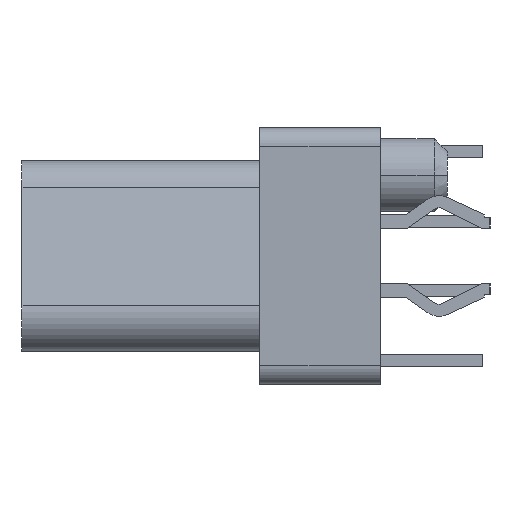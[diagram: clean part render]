
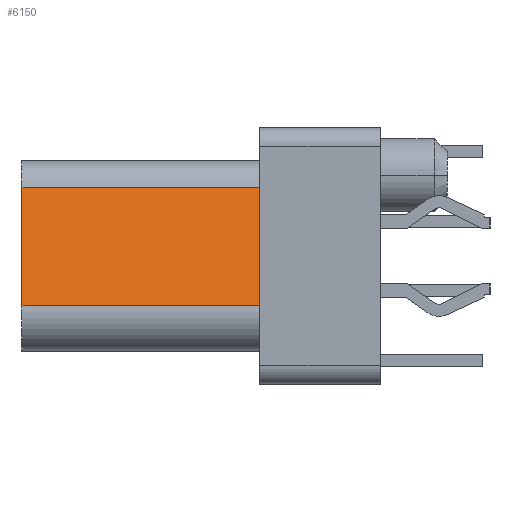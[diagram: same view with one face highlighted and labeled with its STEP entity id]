
A CAD part, left-side view. The second image highlights one B-rep face of the part: STEP entity #6150.
In plain terms, the highlighted planar face has unit normal (-0.966, 0, 0.259).
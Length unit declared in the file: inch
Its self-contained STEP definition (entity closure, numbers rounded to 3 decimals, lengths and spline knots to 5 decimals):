
#76=DIRECTION('',(0.259,0.,0.966));
#77=VECTOR('',#76,0.13148);
#78=CARTESIAN_POINT('',(-1.33267,0.065,-0.05341));
#79=LINE('',#78,#77);
#157=DIRECTION('',(0.,1.,0.));
#158=VECTOR('',#157,0.256);
#159=CARTESIAN_POINT('',(-1.29864,0.065,0.07359));
#160=LINE('',#159,#158);
#161=DIRECTION('',(0.,1.,0.));
#162=VECTOR('',#161,0.256);
#163=CARTESIAN_POINT('',(-1.33267,0.065,-0.05341));
#164=LINE('',#163,#162);
#194=DIRECTION('',(0.259,0.,0.966));
#195=VECTOR('',#194,0.13148);
#196=CARTESIAN_POINT('',(-1.33267,0.321,-0.05341));
#197=LINE('',#196,#195);
#4571=CARTESIAN_POINT('',(-1.33267,0.321,-0.05341));
#4572=CARTESIAN_POINT('',(-1.29864,0.321,0.07359));
#4573=VERTEX_POINT('',#4571);
#4574=VERTEX_POINT('',#4572);
#4587=CARTESIAN_POINT('',(-1.33267,0.065,-0.05341));
#4588=CARTESIAN_POINT('',(-1.29864,0.065,0.07359));
#4589=VERTEX_POINT('',#4587);
#4590=VERTEX_POINT('',#4588);
#6137=CARTESIAN_POINT('',(-1.33267,0.065,-0.05341));
#6138=DIRECTION('',(-0.966,0.,0.259));
#6139=DIRECTION('',(0.259,0.,0.966));
#6140=AXIS2_PLACEMENT_3D('',#6137,#6138,#6139);
#6141=PLANE('',#6140);
#6142=ORIENTED_EDGE('',*,*,#6101,.F.);
#6144=ORIENTED_EDGE('',*,*,#6143,.T.);
#6146=ORIENTED_EDGE('',*,*,#6145,.T.);
#6147=ORIENTED_EDGE('',*,*,#6129,.F.);
#6148=EDGE_LOOP('',(#6142,#6144,#6146,#6147));
#6149=FACE_OUTER_BOUND('',#6148,.F.);
#6150=ADVANCED_FACE('',(#6149),#6141,.T.);
#6101=EDGE_CURVE('',#4589,#4590,#79,.T.);
#6129=EDGE_CURVE('',#4590,#4574,#160,.T.);
#6143=EDGE_CURVE('',#4589,#4573,#164,.T.);
#6145=EDGE_CURVE('',#4573,#4574,#197,.T.);
